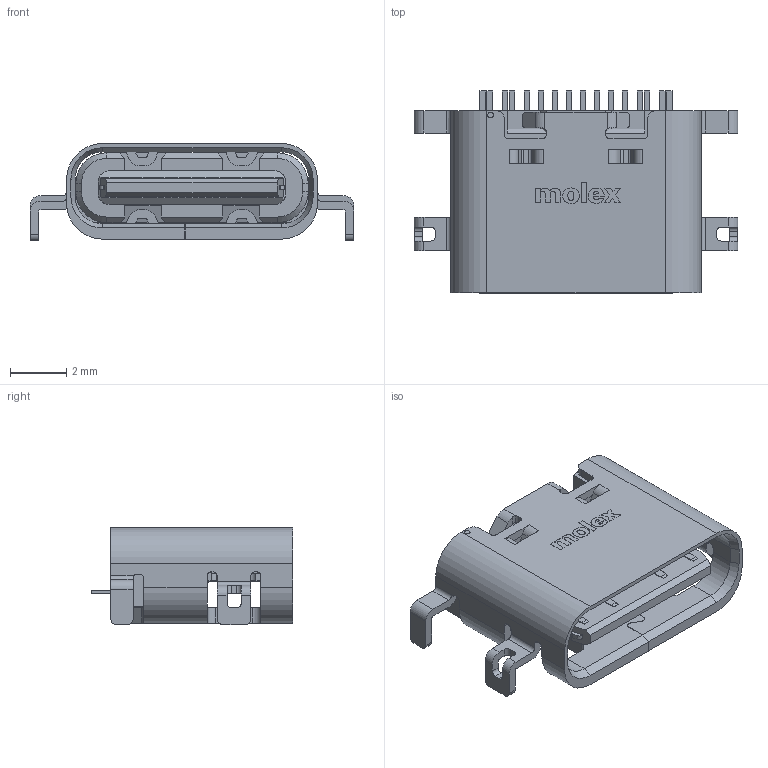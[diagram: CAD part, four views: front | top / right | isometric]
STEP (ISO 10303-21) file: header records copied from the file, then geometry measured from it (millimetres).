
FILE_DESCRIPTION(/* description */ (''),/* implementation_level */ '2;1');
FILE_NAME(/* name */ 'Molex 216990-0002.stp',/* time_stamp */ '2022-02-04T23:28:50-04:00',/* author */ ('rabri'),/* organization */ (''),/* preprocessor_version */ 'ST-DEVELOPER v18',/* originating_system */ 'Autodesk Inventor 2020',/* authorisation */ '');
FILE_SCHEMA (('AUTOMOTIVE_DESIGN { 1 0 10303 214 3 1 1 }'));
Length unit declared in the file: millimetre
Products named in the file (6): Molex 216990-0002; shell; body; mating terminal; terminal_pcb; logo
Assembly tree (5 placements, depth 2):
  Molex 216990-0002
    shell
    body
    mating terminal
    terminal_pcb
    logo
Bounding box: 11.54 x 7.2 x 3.46 mm (x, y, z)
Volume: 106.2 mm3; surface area: 481.3 mm2
Topology: 40 solids, 40 shells, 907 faces, 2533 edges, 1691 vertices
Faces by surface type: plane 631, cylinder 194, bspline 68, cone 14
Full cylindrical faces by diameter (mm): 0.206 x1
Entity records: 29766 total; most frequent: CARTESIAN_POINT 6085, ORIENTED_EDGE 5066, DIRECTION 4606, EDGE_CURVE 2533, LINE 1950, VECTOR 1950, VERTEX_POINT 1691, AXIS2_PLACEMENT_3D 1328
